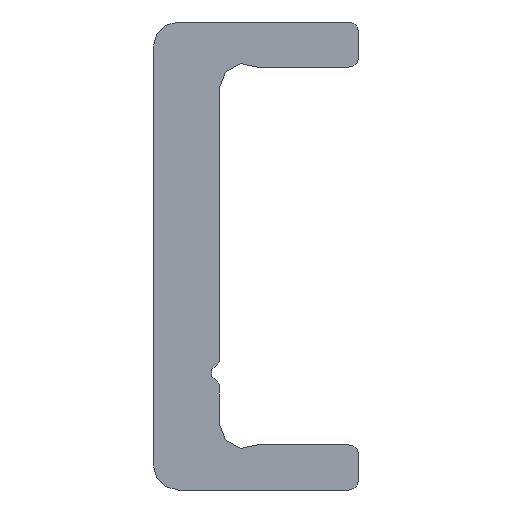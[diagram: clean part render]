
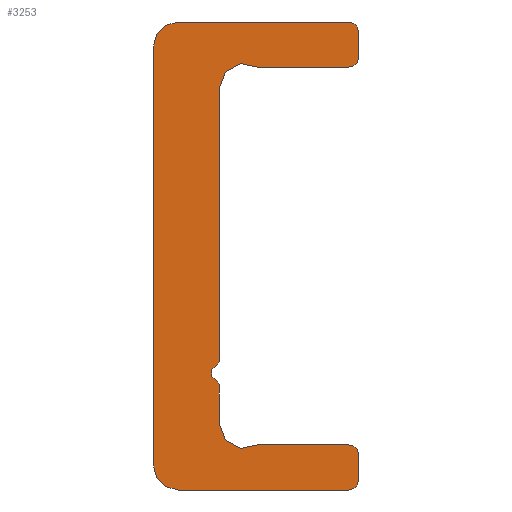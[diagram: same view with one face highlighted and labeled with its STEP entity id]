
A CAD part, left-side view. The second image highlights one B-rep face of the part: STEP entity #3253.
In plain terms, the highlighted planar face has unit normal (-1, 0, 0).
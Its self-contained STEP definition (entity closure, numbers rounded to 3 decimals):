
#2396=CARTESIAN_POINT('',(0.0,-6.15,-13.4));
#2397=VERTEX_POINT('',#2396);
#2404=CARTESIAN_POINT('',(0.0,-5.55,-14.));
#2405=VERTEX_POINT('',#2404);
#2406=CARTESIAN_POINT('',(0.0,-5.55,-13.4));
#2407=DIRECTION('',(1.0,0.0,0.0));
#2408=DIRECTION('',(0.0,-1.0,0.0));
#2409=AXIS2_PLACEMENT_3D('',#2406,#2407,#2408);
#2410=CIRCLE('',#2409,0.6);
#2411=EDGE_CURVE('',#2397,#2405,#2410,.T.);
#2435=CARTESIAN_POINT('',(0.0,-6.15,-11.9));
#2436=VERTEX_POINT('',#2435);
#2443=CARTESIAN_POINT('',(0.0,-6.15,-11.9));
#2444=DIRECTION('',(0.0,0.0,-1.0));
#2445=VECTOR('',#2444,1.5);
#2446=LINE('',#2443,#2445);
#2447=EDGE_CURVE('',#2436,#2397,#2446,.T.);
#2467=CARTESIAN_POINT('',(0.0,-5.55,-11.3));
#2468=VERTEX_POINT('',#2467);
#2475=CARTESIAN_POINT('',(0.0,-5.55,-11.9));
#2476=DIRECTION('',(1.0,0.0,0.0));
#2477=DIRECTION('',(0.0,0.0,1.0));
#2478=AXIS2_PLACEMENT_3D('',#2475,#2476,#2477);
#2479=CIRCLE('',#2478,0.6);
#2480=EDGE_CURVE('',#2468,#2436,#2479,.T.);
#2499=CARTESIAN_POINT('',(0.0,-0.098,-11.3));
#2500=VERTEX_POINT('',#2499);
#2507=CARTESIAN_POINT('',(0.0,-0.098,-11.3));
#2508=DIRECTION('',(0.0,-1.0,0.0));
#2509=VECTOR('',#2508,5.452);
#2510=LINE('',#2507,#2509);
#2511=EDGE_CURVE('',#2500,#2468,#2510,.T.);
#2531=CARTESIAN_POINT('',(0.0,2.2,-10.03));
#2532=VERTEX_POINT('',#2531);
#2539=CARTESIAN_POINT('',(0.0,0.7,-10.03));
#2540=DIRECTION('',(-1.0,0.0,0.0));
#2541=DIRECTION('',(0.0,0.532,0.847));
#2542=AXIS2_PLACEMENT_3D('',#2539,#2540,#2541);
#2543=CIRCLE('',#2542,1.5);
#2544=EDGE_CURVE('',#2532,#2500,#2543,.T.);
#2563=CARTESIAN_POINT('',(0.0,2.2,-7.707));
#2564=VERTEX_POINT('',#2563);
#2571=CARTESIAN_POINT('',(0.0,2.2,-7.707));
#2572=DIRECTION('',(0.0,0.0,-1.0));
#2573=VECTOR('',#2572,2.323);
#2574=LINE('',#2571,#2573);
#2575=EDGE_CURVE('',#2564,#2532,#2574,.T.);
#2595=CARTESIAN_POINT('',(0.0,2.367,-7.471));
#2596=VERTEX_POINT('',#2595);
#2603=CARTESIAN_POINT('',(0.0,2.45,-7.707));
#2604=DIRECTION('',(1.0,0.0,0.0));
#2605=DIRECTION('',(0.0,-0.333,0.943));
#2606=AXIS2_PLACEMENT_3D('',#2603,#2604,#2605);
#2607=CIRCLE('',#2606,0.25);
#2608=EDGE_CURVE('',#2596,#2564,#2607,.T.);
#2628=CARTESIAN_POINT('',(0.0,2.367,-6.529));
#2629=VERTEX_POINT('',#2628);
#2636=CARTESIAN_POINT('',(0.0,2.2,-7.));
#2637=DIRECTION('',(-1.0,0.0,0.0));
#2638=DIRECTION('',(0.0,-0.333,0.943));
#2639=AXIS2_PLACEMENT_3D('',#2636,#2637,#2638);
#2640=CIRCLE('',#2639,0.5);
#2641=EDGE_CURVE('',#2629,#2596,#2640,.T.);
#2661=CARTESIAN_POINT('',(0.0,2.2,-6.293));
#2662=VERTEX_POINT('',#2661);
#2669=CARTESIAN_POINT('',(0.0,2.45,-6.293));
#2670=DIRECTION('',(1.0,0.0,0.0));
#2671=DIRECTION('',(0.0,-1.0,0.0));
#2672=AXIS2_PLACEMENT_3D('',#2669,#2670,#2671);
#2673=CIRCLE('',#2672,0.25);
#2674=EDGE_CURVE('',#2662,#2629,#2673,.T.);
#2693=CARTESIAN_POINT('',(0.0,2.2,10.03));
#2694=VERTEX_POINT('',#2693);
#2701=CARTESIAN_POINT('',(0.0,2.2,10.03));
#2702=DIRECTION('',(0.0,0.0,-1.0));
#2703=VECTOR('',#2702,16.323);
#2704=LINE('',#2701,#2703);
#2705=EDGE_CURVE('',#2694,#2662,#2704,.T.);
#2827=CARTESIAN_POINT('',(0.0,-0.098,11.3));
#2828=VERTEX_POINT('',#2827);
#2835=CARTESIAN_POINT('',(0.0,0.7,10.03));
#2836=DIRECTION('',(-1.0,0.0,0.0));
#2837=DIRECTION('',(0.0,-1.0,0.0));
#2838=AXIS2_PLACEMENT_3D('',#2835,#2836,#2837);
#2839=CIRCLE('',#2838,1.5);
#2840=EDGE_CURVE('',#2828,#2694,#2839,.T.);
#2859=CARTESIAN_POINT('',(0.0,-5.55,11.3));
#2860=VERTEX_POINT('',#2859);
#2867=CARTESIAN_POINT('',(0.0,-5.55,11.3));
#2868=DIRECTION('',(0.0,1.0,0.0));
#2869=VECTOR('',#2868,5.452);
#2870=LINE('',#2867,#2869);
#2871=EDGE_CURVE('',#2860,#2828,#2870,.T.);
#2891=CARTESIAN_POINT('',(0.0,-6.15,11.9));
#2892=VERTEX_POINT('',#2891);
#2899=CARTESIAN_POINT('',(0.0,-5.55,11.9));
#2900=DIRECTION('',(1.0,0.0,0.0));
#2901=DIRECTION('',(0.0,-1.0,0.0));
#2902=AXIS2_PLACEMENT_3D('',#2899,#2900,#2901);
#2903=CIRCLE('',#2902,0.6);
#2904=EDGE_CURVE('',#2892,#2860,#2903,.T.);
#2923=CARTESIAN_POINT('',(0.0,-6.15,13.4));
#2924=VERTEX_POINT('',#2923);
#2931=CARTESIAN_POINT('',(0.0,-6.15,13.4));
#2932=DIRECTION('',(0.0,0.0,-1.0));
#2933=VECTOR('',#2932,1.5);
#2934=LINE('',#2931,#2933);
#2935=EDGE_CURVE('',#2924,#2892,#2934,.T.);
#2955=CARTESIAN_POINT('',(0.0,-5.55,14.));
#2956=VERTEX_POINT('',#2955);
#2963=CARTESIAN_POINT('',(0.0,-5.55,13.4));
#2964=DIRECTION('',(1.0,0.0,0.0));
#2965=DIRECTION('',(0.0,0.0,1.0));
#2966=AXIS2_PLACEMENT_3D('',#2963,#2964,#2965);
#2967=CIRCLE('',#2966,0.6);
#2968=EDGE_CURVE('',#2956,#2924,#2967,.T.);
#2987=CARTESIAN_POINT('',(0.0,4.65,14.));
#2988=VERTEX_POINT('',#2987);
#2995=CARTESIAN_POINT('',(0.0,4.65,14.));
#2996=DIRECTION('',(0.0,-1.0,0.0));
#2997=VECTOR('',#2996,10.2);
#2998=LINE('',#2995,#2997);
#2999=EDGE_CURVE('',#2988,#2956,#2998,.T.);
#3019=CARTESIAN_POINT('',(0.0,6.15,12.5));
#3020=VERTEX_POINT('',#3019);
#3027=CARTESIAN_POINT('',(0.0,4.65,12.5));
#3028=DIRECTION('',(1.0,0.0,0.0));
#3029=DIRECTION('',(0.0,1.0,0.0));
#3030=AXIS2_PLACEMENT_3D('',#3027,#3028,#3029);
#3031=CIRCLE('',#3030,1.5);
#3032=EDGE_CURVE('',#3020,#2988,#3031,.T.);
#3051=CARTESIAN_POINT('',(0.0,6.15,-12.5));
#3052=VERTEX_POINT('',#3051);
#3059=CARTESIAN_POINT('',(0.0,6.15,-12.5));
#3060=DIRECTION('',(0.0,0.0,1.0));
#3061=VECTOR('',#3060,25.);
#3062=LINE('',#3059,#3061);
#3063=EDGE_CURVE('',#3052,#3020,#3062,.T.);
#3185=CARTESIAN_POINT('',(0.0,4.65,-14.));
#3186=VERTEX_POINT('',#3185);
#3193=CARTESIAN_POINT('',(0.0,4.65,-12.5));
#3194=DIRECTION('',(1.0,0.0,0.0));
#3195=DIRECTION('',(0.0,0.0,-1.0));
#3196=AXIS2_PLACEMENT_3D('',#3193,#3194,#3195);
#3197=CIRCLE('',#3196,1.5);
#3198=EDGE_CURVE('',#3186,#3052,#3197,.T.);
#3216=CARTESIAN_POINT('',(0.0,-5.55,-14.));
#3217=DIRECTION('',(0.0,1.0,0.0));
#3218=VECTOR('',#3217,10.2);
#3219=LINE('',#3216,#3218);
#3220=EDGE_CURVE('',#2405,#3186,#3219,.T.);
#3226=CARTESIAN_POINT('',(0.0,1.616,-0.032));
#3227=DIRECTION('',(1.0,0.0,0.0));
#3228=DIRECTION('',(0.0,0.0,-1.0));
#3229=AXIS2_PLACEMENT_3D('',#3226,#3227,#3228);
#3230=PLANE('',#3229);
#3231=ORIENTED_EDGE('',*,*,#3220,.F.);
#3232=ORIENTED_EDGE('',*,*,#2411,.F.);
#3233=ORIENTED_EDGE('',*,*,#2447,.F.);
#3234=ORIENTED_EDGE('',*,*,#2480,.F.);
#3235=ORIENTED_EDGE('',*,*,#2511,.F.);
#3236=ORIENTED_EDGE('',*,*,#2544,.F.);
#3237=ORIENTED_EDGE('',*,*,#2575,.F.);
#3238=ORIENTED_EDGE('',*,*,#2608,.F.);
#3239=ORIENTED_EDGE('',*,*,#2641,.F.);
#3240=ORIENTED_EDGE('',*,*,#2674,.F.);
#3241=ORIENTED_EDGE('',*,*,#2705,.F.);
#3242=ORIENTED_EDGE('',*,*,#2840,.F.);
#3243=ORIENTED_EDGE('',*,*,#2871,.F.);
#3244=ORIENTED_EDGE('',*,*,#2904,.F.);
#3245=ORIENTED_EDGE('',*,*,#2935,.F.);
#3246=ORIENTED_EDGE('',*,*,#2968,.F.);
#3247=ORIENTED_EDGE('',*,*,#2999,.F.);
#3248=ORIENTED_EDGE('',*,*,#3032,.F.);
#3249=ORIENTED_EDGE('',*,*,#3063,.F.);
#3250=ORIENTED_EDGE('',*,*,#3198,.F.);
#3251=EDGE_LOOP('',(#3231,#3232,#3233,#3234,#3235,#3236,#3237,#3238,#3239,#3240,#3241,#3242,#3243,#3244,#3245,#3246,#3247,#3248,#3249,#3250));
#3252=FACE_OUTER_BOUND('',#3251,.T.);
#3253=ADVANCED_FACE('',(#3252),#3230,.F.);
